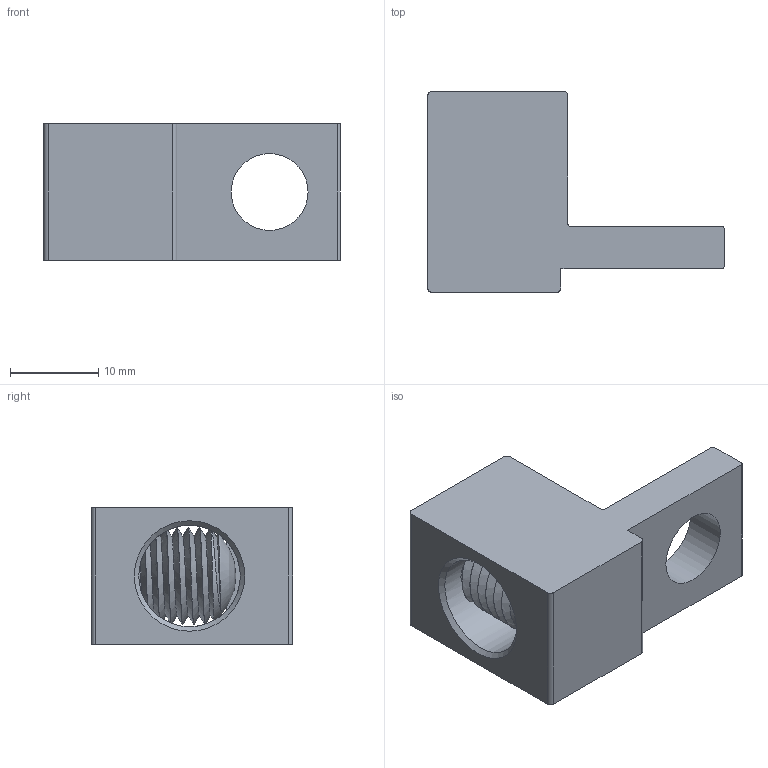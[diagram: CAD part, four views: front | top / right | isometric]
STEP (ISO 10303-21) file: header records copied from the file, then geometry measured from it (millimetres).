
FILE_DESCRIPTION(/* description */ (''),/* implementation_level */ '2;1');
FILE_NAME(/* name */ 'S2-0TP-S-34-41-HEX.stp',/* time_stamp */ '2017-11-15T12:34:03-05:00',/* author */ ('tsmith'),/* organization */ (''),/* preprocessor_version */ 'ST-DEVELOPER v16.5',/* originating_system */ 'Autodesk Inventor 2017',/* authorisation */ '');
FILE_SCHEMA (('AUTOMOTIVE_DESIGN { 1 0 10303 214 3 1 1 }'));
Length unit declared in the file: inch
Products named in the file (3): S2-0TP-S-34-41-HEX; S2-0TP-S-34-41-HEX_1; 11703
Assembly tree (2 placements, depth 2):
  S2-0TP-S-34-41-HEX
    S2-0TP-S-34-41-HEX_1
    11703
Bounding box: 33.58 x 22.81 x 15.49 mm (x, y, z)
Volume: 5468.5 mm3; surface area: 4176.2 mm2
Topology: 2 solids, 2 shells, 46 faces, 124 edges, 82 vertices
Faces by surface type: plane 23, cylinder 15, cone 5, bspline 2, sphere 1
Full cylindrical faces by diameter (mm): 4.648 x1, 8.712 x1, 9.728 x1, 11.506 x1
Entity records: 3605 total; most frequent: CARTESIAN_POINT 2460, DIRECTION 217, ORIENTED_EDGE 214, EDGE_CURVE 107, AXIS2_PLACEMENT_3D 81, VERTEX_POINT 74, EDGE_LOOP 61, LINE 55
